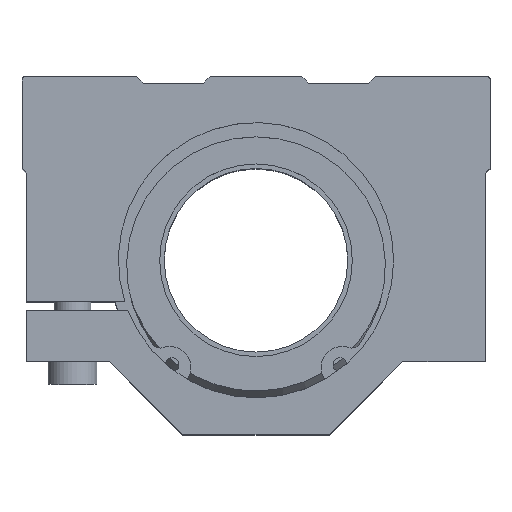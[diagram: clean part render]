
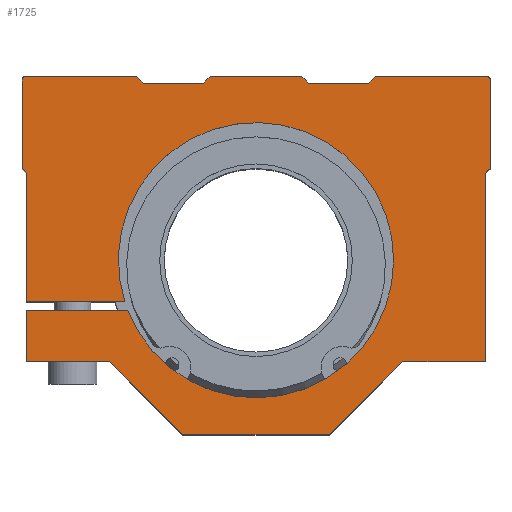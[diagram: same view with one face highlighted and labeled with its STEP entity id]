
A CAD part, top view. The second image highlights one B-rep face of the part: STEP entity #1725.
In plain terms, the highlighted planar face has unit normal (0, 0, 1).
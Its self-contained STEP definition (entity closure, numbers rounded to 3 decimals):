
#90=CIRCLE('',#1878,30.);
#104=CIRCLE('',#1900,0.5);
#111=CIRCLE('',#1919,0.5);
#493=ORIENTED_EDGE('',*,*,#720,.T.);
#494=ORIENTED_EDGE('',*,*,#692,.T.);
#495=ORIENTED_EDGE('',*,*,#715,.F.);
#496=ORIENTED_EDGE('',*,*,#744,.T.);
#497=ORIENTED_EDGE('',*,*,#748,.T.);
#498=ORIENTED_EDGE('',*,*,#751,.T.);
#499=ORIENTED_EDGE('',*,*,#754,.T.);
#500=ORIENTED_EDGE('',*,*,#757,.T.);
#501=ORIENTED_EDGE('',*,*,#762,.T.);
#502=ORIENTED_EDGE('',*,*,#765,.T.);
#503=ORIENTED_EDGE('',*,*,#768,.T.);
#504=ORIENTED_EDGE('',*,*,#771,.T.);
#505=ORIENTED_EDGE('',*,*,#774,.T.);
#506=ORIENTED_EDGE('',*,*,#779,.T.);
#507=ORIENTED_EDGE('',*,*,#782,.T.);
#508=ORIENTED_EDGE('',*,*,#785,.T.);
#509=ORIENTED_EDGE('',*,*,#788,.T.);
#510=ORIENTED_EDGE('',*,*,#791,.T.);
#511=ORIENTED_EDGE('',*,*,#794,.T.);
#512=ORIENTED_EDGE('',*,*,#797,.T.);
#513=ORIENTED_EDGE('',*,*,#800,.T.);
#514=ORIENTED_EDGE('',*,*,#805,.T.);
#515=ORIENTED_EDGE('',*,*,#733,.T.);
#516=ORIENTED_EDGE('',*,*,#737,.T.);
#517=ORIENTED_EDGE('',*,*,#740,.T.);
#518=ORIENTED_EDGE('',*,*,#728,.T.);
#692=EDGE_CURVE('',#894,#895,#90,.T.);
#715=EDGE_CURVE('',#914,#895,#1048,.T.);
#720=EDGE_CURVE('',#919,#894,#1050,.T.);
#728=EDGE_CURVE('',#924,#919,#1058,.T.);
#733=EDGE_CURVE('',#928,#929,#104,.T.);
#737=EDGE_CURVE('',#929,#932,#1063,.T.);
#740=EDGE_CURVE('',#932,#924,#1066,.T.);
#744=EDGE_CURVE('',#914,#935,#1070,.T.);
#748=EDGE_CURVE('',#935,#939,#1071,.T.);
#751=EDGE_CURVE('',#939,#941,#1074,.T.);
#754=EDGE_CURVE('',#941,#943,#1077,.T.);
#757=EDGE_CURVE('',#943,#945,#1080,.T.);
#762=EDGE_CURVE('',#945,#949,#1083,.T.);
#765=EDGE_CURVE('',#949,#951,#1086,.T.);
#768=EDGE_CURVE('',#951,#953,#1089,.T.);
#771=EDGE_CURVE('',#953,#955,#1092,.T.);
#774=EDGE_CURVE('',#955,#957,#111,.T.);
#779=EDGE_CURVE('',#957,#961,#1096,.T.);
#782=EDGE_CURVE('',#961,#963,#1099,.T.);
#785=EDGE_CURVE('',#963,#965,#1102,.T.);
#788=EDGE_CURVE('',#965,#967,#1105,.T.);
#791=EDGE_CURVE('',#967,#969,#1108,.T.);
#794=EDGE_CURVE('',#969,#971,#1111,.T.);
#797=EDGE_CURVE('',#971,#973,#1114,.T.);
#800=EDGE_CURVE('',#973,#975,#1117,.T.);
#805=EDGE_CURVE('',#975,#928,#1120,.T.);
#894=VERTEX_POINT('',#2689);
#895=VERTEX_POINT('',#2690);
#914=VERTEX_POINT('',#2734);
#919=VERTEX_POINT('',#2746);
#924=VERTEX_POINT('',#2760);
#928=VERTEX_POINT('',#2772);
#929=VERTEX_POINT('',#2773);
#932=VERTEX_POINT('',#2781);
#935=VERTEX_POINT('',#2792);
#939=VERTEX_POINT('',#2802);
#941=VERTEX_POINT('',#2808);
#943=VERTEX_POINT('',#2814);
#945=VERTEX_POINT('',#2820);
#949=VERTEX_POINT('',#2830);
#951=VERTEX_POINT('',#2836);
#953=VERTEX_POINT('',#2842);
#955=VERTEX_POINT('',#2848);
#957=VERTEX_POINT('',#2854);
#961=VERTEX_POINT('',#2864);
#963=VERTEX_POINT('',#2870);
#965=VERTEX_POINT('',#2876);
#967=VERTEX_POINT('',#2882);
#969=VERTEX_POINT('',#2888);
#971=VERTEX_POINT('',#2894);
#973=VERTEX_POINT('',#2900);
#975=VERTEX_POINT('',#2906);
#1048=LINE('',#2735,#1186);
#1050=LINE('',#2745,#1188);
#1058=LINE('',#2759,#1196);
#1063=LINE('',#2780,#1201);
#1066=LINE('',#2786,#1204);
#1070=LINE('',#2793,#1208);
#1071=LINE('',#2801,#1209);
#1074=LINE('',#2807,#1212);
#1077=LINE('',#2813,#1215);
#1080=LINE('',#2819,#1218);
#1083=LINE('',#2829,#1221);
#1086=LINE('',#2835,#1224);
#1089=LINE('',#2841,#1227);
#1092=LINE('',#2847,#1230);
#1096=LINE('',#2863,#1234);
#1099=LINE('',#2869,#1237);
#1102=LINE('',#2875,#1240);
#1105=LINE('',#2881,#1243);
#1108=LINE('',#2887,#1246);
#1111=LINE('',#2893,#1249);
#1114=LINE('',#2899,#1252);
#1117=LINE('',#2905,#1255);
#1120=LINE('',#2915,#1258);
#1186=VECTOR('',#2222,1000.);
#1188=VECTOR('',#2232,1000.);
#1196=VECTOR('',#2242,1000.);
#1201=VECTOR('',#2263,1000.);
#1204=VECTOR('',#2268,1000.);
#1208=VECTOR('',#2274,1000.);
#1209=VECTOR('',#2283,1000.);
#1212=VECTOR('',#2288,1000.);
#1215=VECTOR('',#2293,1000.);
#1218=VECTOR('',#2298,1000.);
#1221=VECTOR('',#2307,1000.);
#1224=VECTOR('',#2312,1000.);
#1227=VECTOR('',#2317,1000.);
#1230=VECTOR('',#2322,1000.);
#1234=VECTOR('',#2338,1000.);
#1237=VECTOR('',#2343,1000.);
#1240=VECTOR('',#2348,1000.);
#1243=VECTOR('',#2353,1000.);
#1246=VECTOR('',#2358,1000.);
#1249=VECTOR('',#2363,1000.);
#1252=VECTOR('',#2368,1000.);
#1255=VECTOR('',#2373,1000.);
#1258=VECTOR('',#2382,1000.);
#1384=EDGE_LOOP('',(#493,#494,#495,#496,#497,#498,#499,#500,#501,#502,#503,
#504,#505,#506,#507,#508,#509,#510,#511,#512,#513,#514,#515,#516,#517,#518));
#1542=FACE_BOUND('',#1384,.T.);
#1638=PLANE('',#1935);
#1725=ADVANCED_FACE('',(#1542),#1638,.T.);
#1878=AXIS2_PLACEMENT_3D('',#2688,#2184,#2185);
#1900=AXIS2_PLACEMENT_3D('',#2771,#2255,#2256);
#1919=AXIS2_PLACEMENT_3D('',#2853,#2327,#2328);
#1935=AXIS2_PLACEMENT_3D('',#2918,#2386,#2387);
#2184=DIRECTION('',(0.,0.,-1.));
#2185=DIRECTION('',(-1.,0.,0.));
#2222=DIRECTION('',(1.,0.,0.));
#2232=DIRECTION('',(1.,0.,0.));
#2242=DIRECTION('',(0.,-1.,0.));
#2255=DIRECTION('',(0.,0.,1.));
#2256=DIRECTION('',(1.,0.,0.));
#2263=DIRECTION('',(0.,-1.,0.));
#2268=DIRECTION('',(0.707,-0.707,0.));
#2274=DIRECTION('',(0.,-1.,0.));
#2283=DIRECTION('',(1.,0.,0.));
#2288=DIRECTION('',(0.707,-0.707,0.));
#2293=DIRECTION('',(1.,0.,0.));
#2298=DIRECTION('',(0.707,0.707,0.));
#2307=DIRECTION('',(1.,0.,0.));
#2312=DIRECTION('',(0.,1.,0.));
#2317=DIRECTION('',(0.707,0.707,0.));
#2322=DIRECTION('',(0.,1.,0.));
#2327=DIRECTION('',(0.,0.,1.));
#2328=DIRECTION('',(1.,0.,0.));
#2338=DIRECTION('',(-1.,0.,0.));
#2343=DIRECTION('',(-0.707,-0.707,0.));
#2348=DIRECTION('',(-1.,0.,0.));
#2353=DIRECTION('',(-0.707,0.707,0.));
#2358=DIRECTION('',(-1.,0.,0.));
#2363=DIRECTION('',(-0.707,-0.707,0.));
#2368=DIRECTION('',(-1.,0.,0.));
#2373=DIRECTION('',(-0.707,0.707,0.));
#2382=DIRECTION('',(-1.,0.,0.));
#2386=DIRECTION('',(0.,0.,1.));
#2387=DIRECTION('',(1.,0.,0.));
#2688=CARTESIAN_POINT('',(0.,-40.,0.));
#2689=CARTESIAN_POINT('',(-28.618,-49.,0.));
#2690=CARTESIAN_POINT('',(-27.911,-51.,0.));
#2734=CARTESIAN_POINT('',(-50.,-51.,0.));
#2735=CARTESIAN_POINT('',(-51.,-51.,0.));
#2745=CARTESIAN_POINT('',(-51.,-49.,0.));
#2746=CARTESIAN_POINT('',(-50.,-49.,0.));
#2759=CARTESIAN_POINT('',(-50.,-21.,0.));
#2760=CARTESIAN_POINT('',(-50.,-21.,0.));
#2771=CARTESIAN_POINT('',(-50.5,-0.5,0.));
#2772=CARTESIAN_POINT('',(-50.5,0.,0.));
#2773=CARTESIAN_POINT('',(-51.,-0.5,0.));
#2780=CARTESIAN_POINT('',(-51.,-0.5,0.));
#2781=CARTESIAN_POINT('',(-51.,-20.,0.));
#2786=CARTESIAN_POINT('',(-51.,-20.,0.));
#2792=CARTESIAN_POINT('',(-50.,-62.,0.));
#2793=CARTESIAN_POINT('',(-50.,-21.,0.));
#2801=CARTESIAN_POINT('',(-50.,-62.,0.));
#2802=CARTESIAN_POINT('',(-32.,-62.,0.));
#2807=CARTESIAN_POINT('',(-32.,-62.,0.));
#2808=CARTESIAN_POINT('',(-16.,-78.,0.));
#2813=CARTESIAN_POINT('',(-16.,-78.,0.));
#2814=CARTESIAN_POINT('',(16.,-78.,0.));
#2819=CARTESIAN_POINT('',(16.,-78.,0.));
#2820=CARTESIAN_POINT('',(32.,-62.,0.));
#2829=CARTESIAN_POINT('',(32.,-62.,0.));
#2830=CARTESIAN_POINT('',(50.,-62.,0.));
#2835=CARTESIAN_POINT('',(50.,-62.,0.));
#2836=CARTESIAN_POINT('',(50.,-21.,0.));
#2841=CARTESIAN_POINT('',(50.,-21.,0.));
#2842=CARTESIAN_POINT('',(51.,-20.,0.));
#2847=CARTESIAN_POINT('',(51.,-20.,0.));
#2848=CARTESIAN_POINT('',(51.,-0.5,0.));
#2853=CARTESIAN_POINT('',(50.5,-0.5,0.));
#2854=CARTESIAN_POINT('',(50.5,0.,0.));
#2863=CARTESIAN_POINT('',(50.5,0.,0.));
#2864=CARTESIAN_POINT('',(26.,0.,0.));
#2869=CARTESIAN_POINT('',(26.,0.,0.));
#2870=CARTESIAN_POINT('',(24.6,-1.4,0.));
#2875=CARTESIAN_POINT('',(24.6,-1.4,0.));
#2876=CARTESIAN_POINT('',(11.4,-1.4,0.));
#2881=CARTESIAN_POINT('',(11.4,-1.4,0.));
#2882=CARTESIAN_POINT('',(10.,0.,0.));
#2887=CARTESIAN_POINT('',(10.,0.,0.));
#2888=CARTESIAN_POINT('',(-10.,0.,0.));
#2893=CARTESIAN_POINT('',(-10.,0.,0.));
#2894=CARTESIAN_POINT('',(-11.4,-1.4,0.));
#2899=CARTESIAN_POINT('',(-11.4,-1.4,0.));
#2900=CARTESIAN_POINT('',(-24.6,-1.4,0.));
#2905=CARTESIAN_POINT('',(-24.6,-1.4,0.));
#2906=CARTESIAN_POINT('',(-26.,0.,0.));
#2915=CARTESIAN_POINT('',(-26.,0.,0.));
#2918=CARTESIAN_POINT('',(-50.5,-0.5,0.));
